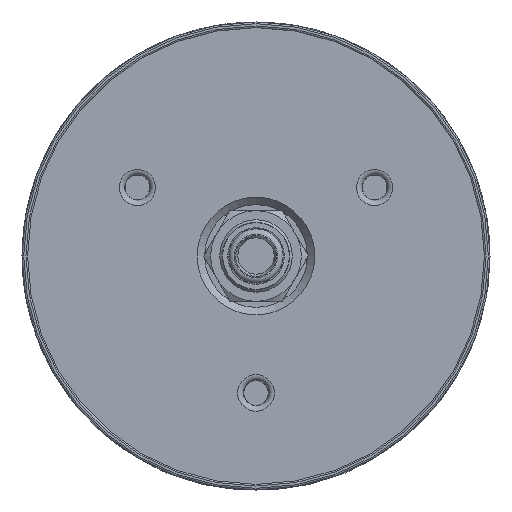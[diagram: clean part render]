
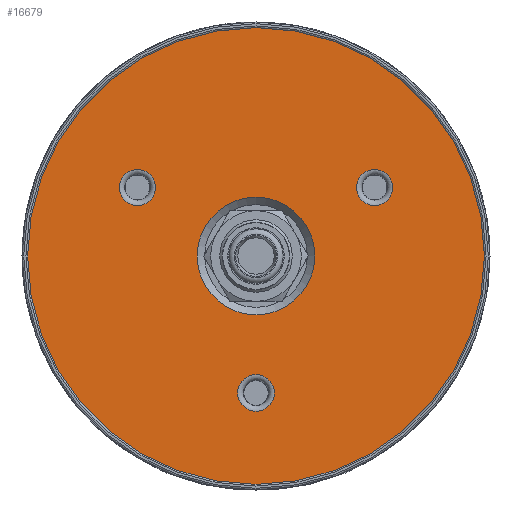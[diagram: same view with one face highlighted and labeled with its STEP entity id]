
A CAD part, front view. The second image highlights one B-rep face of the part: STEP entity #16679.
In plain terms, the highlighted planar face has unit normal (0, -1, 0).
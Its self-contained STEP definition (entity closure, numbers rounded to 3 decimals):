
#643=FACE_BOUND('',#5102,.T.);
#644=FACE_BOUND('',#5103,.T.);
#645=FACE_BOUND('',#5104,.T.);
#646=FACE_BOUND('',#5105,.T.);
#4188=FACE_OUTER_BOUND('',#5101,.T.);
#5101=EDGE_LOOP('',(#10650));
#5102=EDGE_LOOP('',(#10651));
#5103=EDGE_LOOP('',(#10652));
#5104=EDGE_LOOP('',(#10653));
#5105=EDGE_LOOP('',(#10654));
#6105=CIRCLE('',#17650,10.3);
#6111=CIRCLE('',#17659,3.203);
#6120=CIRCLE('',#17670,40.017);
#6121=CIRCLE('',#17671,3.162);
#6122=CIRCLE('',#17672,3.162);
#6537=VERTEX_POINT('',#22767);
#6542=VERTEX_POINT('',#22783);
#6549=VERTEX_POINT('',#22801);
#6550=VERTEX_POINT('',#22803);
#6551=VERTEX_POINT('',#22805);
#8161=EDGE_CURVE('',#6537,#6537,#6105,.T.);
#8168=EDGE_CURVE('',#6542,#6542,#6111,.T.);
#8177=EDGE_CURVE('',#6549,#6549,#6120,.T.);
#8178=EDGE_CURVE('',#6550,#6550,#6121,.T.);
#8179=EDGE_CURVE('',#6551,#6551,#6122,.T.);
#10650=ORIENTED_EDGE('',*,*,#8177,.F.);
#10651=ORIENTED_EDGE('',*,*,#8178,.T.);
#10652=ORIENTED_EDGE('',*,*,#8161,.F.);
#10653=ORIENTED_EDGE('',*,*,#8168,.F.);
#10654=ORIENTED_EDGE('',*,*,#8179,.T.);
#15248=PLANE('',#17669);
#16679=ADVANCED_FACE('',(#4188,#643,#644,#645,#646),#15248,.T.);
#17650=AXIS2_PLACEMENT_3D('',#22769,#18935,#18936);
#17659=AXIS2_PLACEMENT_3D('',#22784,#18954,#18955);
#17669=AXIS2_PLACEMENT_3D('',#22800,#18974,#18975);
#17670=AXIS2_PLACEMENT_3D('',#22802,#18976,#18977);
#17671=AXIS2_PLACEMENT_3D('',#22804,#18978,#18979);
#17672=AXIS2_PLACEMENT_3D('',#22806,#18980,#18981);
#18935=DIRECTION('center_axis',(0.,-1.,0.));
#18936=DIRECTION('ref_axis',(-0.5,0.,0.866));
#18954=DIRECTION('center_axis',(0.,-1.,0.));
#18955=DIRECTION('ref_axis',(0.5,0.,-0.866));
#18974=DIRECTION('center_axis',(0.,-1.,0.));
#18975=DIRECTION('ref_axis',(0.5,0.,-0.866));
#18976=DIRECTION('center_axis',(0.,1.,0.));
#18977=DIRECTION('ref_axis',(0.,0.,1.));
#18978=DIRECTION('center_axis',(0.,1.,0.));
#18979=DIRECTION('ref_axis',(-1.,0.,0.));
#18980=DIRECTION('center_axis',(0.,1.,0.));
#18981=DIRECTION('ref_axis',(-1.,0.,0.));
#22767=CARTESIAN_POINT('',(5.15,-68.7,-8.92));
#22769=CARTESIAN_POINT('Origin',(0.,-68.7,
0.));
#22783=CARTESIAN_POINT('',(1.601,-68.7,-26.774));
#22784=CARTESIAN_POINT('Origin',(0.,-68.7,
-24.));
#22800=CARTESIAN_POINT('Origin',(20.135,-68.7,11.625));
#22801=CARTESIAN_POINT('',(-40.017,-68.7,0.));
#22802=CARTESIAN_POINT('Origin',(0.,-68.7,
0.));
#22803=CARTESIAN_POINT('',(23.947,-68.7,12.));
#22804=CARTESIAN_POINT('Origin',(20.785,-68.7,12.));
#22805=CARTESIAN_POINT('',(-17.622,-68.7,12.));
#22806=CARTESIAN_POINT('Origin',(-20.785,-68.7,12.));
